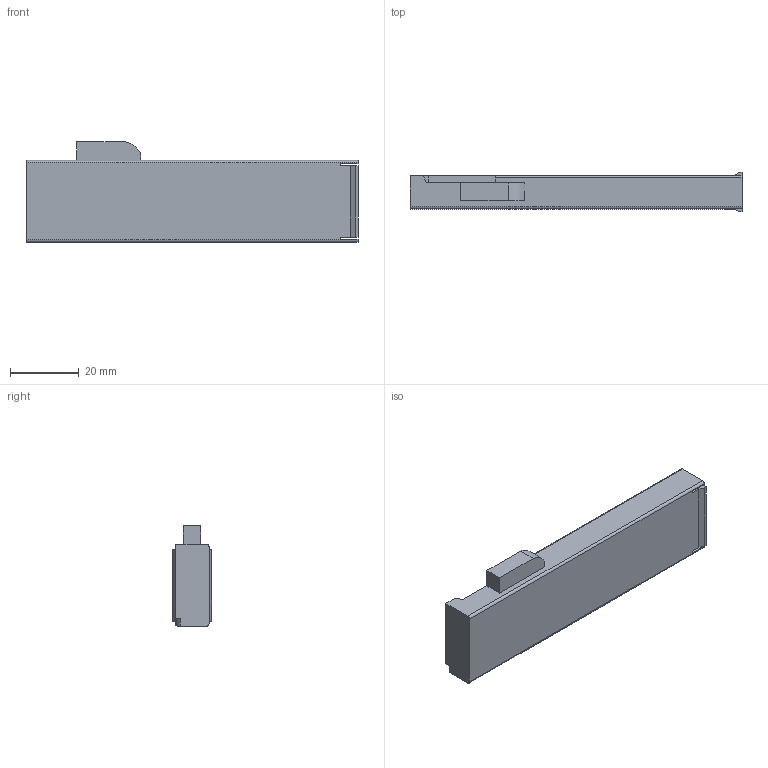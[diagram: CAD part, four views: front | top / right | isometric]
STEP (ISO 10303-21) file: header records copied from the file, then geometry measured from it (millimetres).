
FILE_DESCRIPTION (( 'STEP AP214' ), '1' );
FILE_NAME ('狻累狟裔羞2蜊.STEP', '2025-04-14T13:40:13', ( '' ), ( '' ), 'SwSTEP 2.0', 'SolidWorks 2024', '' );
FILE_SCHEMA (( 'AUTOMOTIVE_DESIGN' ));
Length unit declared in the file: millimetre
Products named in the file (1): 药仓下盖槽2改
Bounding box: 96.5 x 11.5 x 29.25 mm (x, y, z)
Volume: 6415.7 mm3; surface area: 11444.1 mm2
Topology: 1 solids, 1 shells, 44 faces, 129 edges, 86 vertices
Faces by surface type: plane 38, cylinder 4, bspline 2
Entity records: 1480 total; most frequent: CARTESIAN_POINT 289, ORIENTED_EDGE 258, DIRECTION 217, EDGE_CURVE 129, VECTOR 117, LINE 117, VERTEX_POINT 86, AXIS2_PLACEMENT_3D 50
